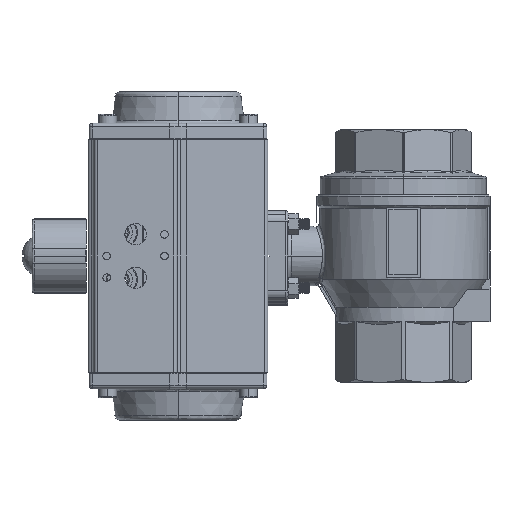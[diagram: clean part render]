
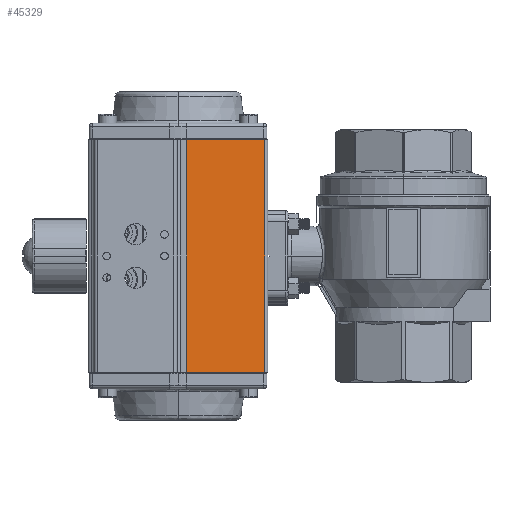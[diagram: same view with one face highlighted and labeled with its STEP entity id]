
A CAD part, left-side view. The second image highlights one B-rep face of the part: STEP entity #45329.
In plain terms, the highlighted planar face has unit normal (0.993, 0.116, 0).
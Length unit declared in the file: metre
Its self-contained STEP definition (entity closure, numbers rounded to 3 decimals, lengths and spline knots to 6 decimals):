
#1198 = VECTOR ( 'NONE', #73062, 1. ) ;
#3994 = DIRECTION ( 'NONE',  ( 0.115, -0.993, 0. ) ) ;
#4824 = LINE ( 'NONE', #59736, #55806 ) ;
#4950 = VECTOR ( 'NONE', #7973, 1. ) ;
#7973 = DIRECTION ( 'NONE',  ( -0.115, 0.993, 0. ) ) ;
#8093 = VERTEX_POINT ( 'NONE', #27346 ) ;
#11117 = CARTESIAN_POINT ( 'NONE',  ( -0.063867, -0.060718, 0.1175 ) ) ;
#11180 = LINE ( 'NONE', #61524, #49525 ) ;
#15183 = CARTESIAN_POINT ( 'NONE',  ( -0.06888, -0.017586, 0.1175 ) ) ;
#15259 = PLANE ( 'NONE',  #47772 ) ;
#16229 = EDGE_CURVE ( 'NONE', #50525, #8093, #4824, .T. ) ;
#18240 = EDGE_LOOP ( 'NONE', ( #36982, #23097, #24485, #63194 ) ) ;
#22424 = EDGE_CURVE ( 'NONE', #80545, #32971, #39386, .T. ) ;
#23097 = ORIENTED_EDGE ( 'NONE', *, *, #16229, .T. ) ;
#23477 = CARTESIAN_POINT ( 'NONE',  ( -0.063867, -0.060718, 0.1175 ) ) ;
#24485 = ORIENTED_EDGE ( 'NONE', *, *, #58388, .T. ) ;
#26601 = CARTESIAN_POINT ( 'NONE',  ( -0.06888, -0.017586, 0.2465 ) ) ;
#27346 = CARTESIAN_POINT ( 'NONE',  ( -0.063867, -0.060718, 0.2465 ) ) ;
#28838 = EDGE_CURVE ( 'NONE', #32971, #50525, #11180, .T. ) ;
#32971 = VERTEX_POINT ( 'NONE', #15183 ) ;
#36982 = ORIENTED_EDGE ( 'NONE', *, *, #28838, .T. ) ;
#39386 = LINE ( 'NONE', #64518, #4950 ) ;
#45329 = ADVANCED_FACE ( 'NONE', ( #46639 ), #15259, .T. ) ;
#46639 = FACE_OUTER_BOUND ( 'NONE', #18240, .T. ) ;
#47772 = AXIS2_PLACEMENT_3D ( 'NONE', #23477, #68042, #80483 ) ;
#47880 = LINE ( 'NONE', #11117, #1198 ) ;
#49525 = VECTOR ( 'NONE', #73535, 1. ) ;
#50525 = VERTEX_POINT ( 'NONE', #26601 ) ;
#55806 = VECTOR ( 'NONE', #3994, 1. ) ;
#58388 = EDGE_CURVE ( 'NONE', #8093, #80545, #47880, .T. ) ;
#59736 = CARTESIAN_POINT ( 'NONE',  ( -0.063867, -0.060718, 0.2465 ) ) ;
#61524 = CARTESIAN_POINT ( 'NONE',  ( -0.06888, -0.017586, 0.1175 ) ) ;
#63194 = ORIENTED_EDGE ( 'NONE', *, *, #22424, .T. ) ;
#64518 = CARTESIAN_POINT ( 'NONE',  ( -0.063867, -0.060718, 0.1175 ) ) ;
#68042 = DIRECTION ( 'NONE',  ( 0.993, 0.115, 0. ) ) ;
#71166 = CARTESIAN_POINT ( 'NONE',  ( -0.063867, -0.060718, 0.1175 ) ) ;
#73062 = DIRECTION ( 'NONE',  ( 0., 0., -1. ) ) ;
#73535 = DIRECTION ( 'NONE',  ( 0., 0., 1. ) ) ;
#80483 = DIRECTION ( 'NONE',  ( -0.115, 0.993, 0. ) ) ;
#80545 = VERTEX_POINT ( 'NONE', #71166 ) ;
